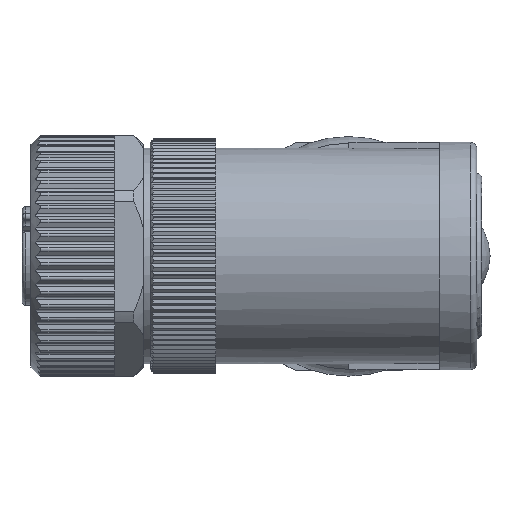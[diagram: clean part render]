
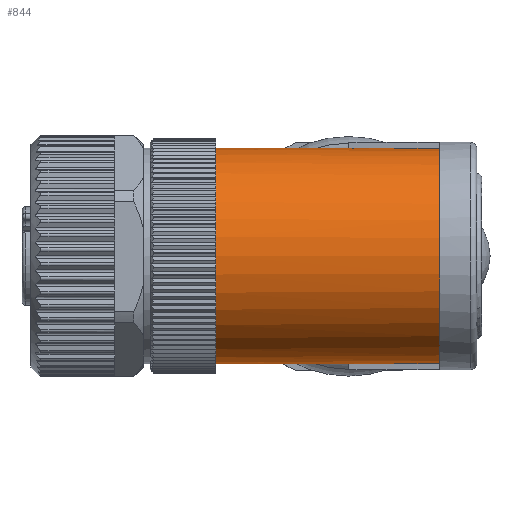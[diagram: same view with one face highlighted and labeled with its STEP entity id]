
A CAD part, top view. The second image highlights one B-rep face of the part: STEP entity #844.
In plain terms, the highlighted cylindrical face has radius 9 mm (diameter 18 mm), a full revolution.
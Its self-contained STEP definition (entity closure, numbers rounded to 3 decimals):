
#77=CYLINDRICAL_SURFACE('',#12273,9.);
#312=ELLIPSE('',#12270,68.99,9.);
#313=ELLIPSE('',#12272,68.99,9.);
#316=B_SPLINE_CURVE_WITH_KNOTS('',3,(#16520,#16521,#16522,#16523,#16524,
#16525,#16526,#16527,#16528,#16529,#16530,#16531,#16532,#16533),
 .UNSPECIFIED.,.F.,.F.,(4,2,2,2,2,2,4),(0.,0.25,0.375,0.5,0.625,0.75,1.),
 .UNSPECIFIED.);
#748=FACE_BOUND('',#2504,.T.);
#749=FACE_BOUND('',#2505,.T.);
#844=ADVANCED_FACE('',(#748,#749),#77,.T.);
#2504=EDGE_LOOP('',(#5136));
#2505=EDGE_LOOP('',(#5137,#5138,#5139,#5140,#5141,#5142));
#5136=ORIENTED_EDGE('',*,*,#10010,.T.);
#5137=ORIENTED_EDGE('',*,*,#10008,.F.);
#5138=ORIENTED_EDGE('',*,*,#10011,.F.);
#5139=ORIENTED_EDGE('',*,*,#10005,.F.);
#5140=ORIENTED_EDGE('',*,*,#10012,.T.);
#5141=ORIENTED_EDGE('',*,*,#10013,.T.);
#5142=ORIENTED_EDGE('',*,*,#10014,.T.);
#8782=VERTEX_POINT('',#16501);
#8785=VERTEX_POINT('',#16506);
#8788=VERTEX_POINT('',#16513);
#8789=VERTEX_POINT('',#16515);
#8790=VERTEX_POINT('',#16519);
#8791=VERTEX_POINT('',#16535);
#8792=VERTEX_POINT('',#16537);
#10005=EDGE_CURVE('',#8785,#8782,#11831,.T.);
#10008=EDGE_CURVE('',#8788,#8789,#11834,.T.);
#10010=EDGE_CURVE('',#8790,#8790,#11835,.T.);
#10011=EDGE_CURVE('',#8782,#8788,#316,.T.);
#10012=EDGE_CURVE('',#8785,#8791,#312,.T.);
#10013=EDGE_CURVE('',#8791,#8792,#11836,.T.);
#10014=EDGE_CURVE('',#8792,#8789,#313,.T.);
#11831=CIRCLE('',#12263,9.);
#11834=CIRCLE('',#12267,9.);
#11835=CIRCLE('',#12269,9.);
#11836=CIRCLE('',#12271,9.);
#12263=AXIS2_PLACEMENT_3D('',#16507,#13360,#13361);
#12267=AXIS2_PLACEMENT_3D('',#16514,#13368,#13369);
#12269=AXIS2_PLACEMENT_3D('',#16518,#13373,#13374);
#12270=AXIS2_PLACEMENT_3D('',#16534,#13375,#13376);
#12271=AXIS2_PLACEMENT_3D('',#16536,#13377,#13378);
#12272=AXIS2_PLACEMENT_3D('',#16538,#13379,#13380);
#12273=AXIS2_PLACEMENT_3D('',#16539,#13381,#13382);
#13360=DIRECTION('',(1.,0.,0.));
#13361=DIRECTION('',(0.,0.,1.));
#13368=DIRECTION('',(1.,0.,0.));
#13369=DIRECTION('',(0.,0.,1.));
#13373=DIRECTION('',(1.,0.,0.));
#13374=DIRECTION('',(0.,0.,-1.));
#13375=DIRECTION('',(-0.13,0.,0.991));
#13376=DIRECTION('',(0.991,0.,0.13));
#13377=DIRECTION('',(-1.,0.,0.));
#13378=DIRECTION('',(0.,0.,1.));
#13379=DIRECTION('',(-0.13,0.,0.991));
#13380=DIRECTION('',(0.991,0.,0.13));
#13381=DIRECTION('',(1.,0.,0.));
#13382=DIRECTION('',(0.,0.,-1.));
#16501=CARTESIAN_POINT('',(14.4,-8.689,-2.344));
#16506=CARTESIAN_POINT('',(14.4,-8.986,-0.5));
#16507=CARTESIAN_POINT('',(14.4,0.,0.));
#16513=CARTESIAN_POINT('',(14.4,8.689,-2.344));
#16514=CARTESIAN_POINT('',(14.4,0.,0.));
#16515=CARTESIAN_POINT('',(14.4,8.986,-0.5));
#16518=CARTESIAN_POINT('',(3.3,0.,0.));
#16519=CARTESIAN_POINT('',(3.3,0.,-9.));
#16520=CARTESIAN_POINT('',(14.4,-8.689,-2.344));
#16521=CARTESIAN_POINT('',(12.346,-8.301,-3.783));
#16522=CARTESIAN_POINT('',(10.348,-7.537,-5.266));
#16523=CARTESIAN_POINT('',(7.707,-5.481,-7.201));
#16524=CARTESIAN_POINT('',(6.89,-4.636,-7.794));
#16525=CARTESIAN_POINT('',(5.643,-2.598,-8.688));
#16526=CARTESIAN_POINT('',(5.208,-1.34,-8.993));
#16527=CARTESIAN_POINT('',(5.189,1.247,-9.007));
#16528=CARTESIAN_POINT('',(5.605,2.515,-8.715));
#16529=CARTESIAN_POINT('',(6.85,4.591,-7.823));
#16530=CARTESIAN_POINT('',(7.665,5.439,-7.231));
#16531=CARTESIAN_POINT('',(10.281,7.501,-5.315));
#16532=CARTESIAN_POINT('',(12.346,8.301,-3.783));
#16533=CARTESIAN_POINT('',(14.4,8.689,-2.344));
#16534=CARTESIAN_POINT('',(18.2,0.,0.));
#16535=CARTESIAN_POINT('',(22.,-8.986,0.5));
#16536=CARTESIAN_POINT('',(22.,0.,0.));
#16537=CARTESIAN_POINT('',(22.,8.986,0.5));
#16538=CARTESIAN_POINT('',(18.2,0.,0.));
#16539=CARTESIAN_POINT('',(0.,0.,0.));
